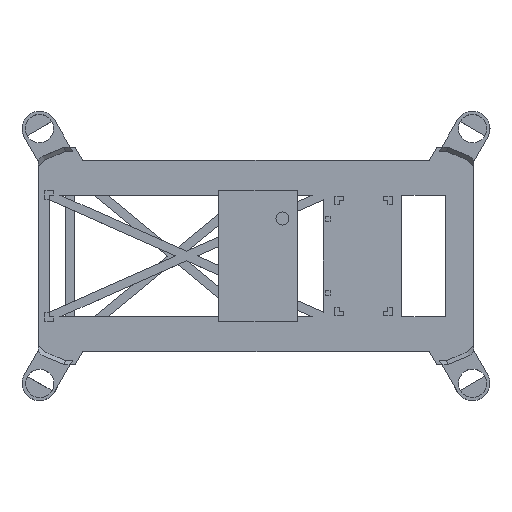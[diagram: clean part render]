
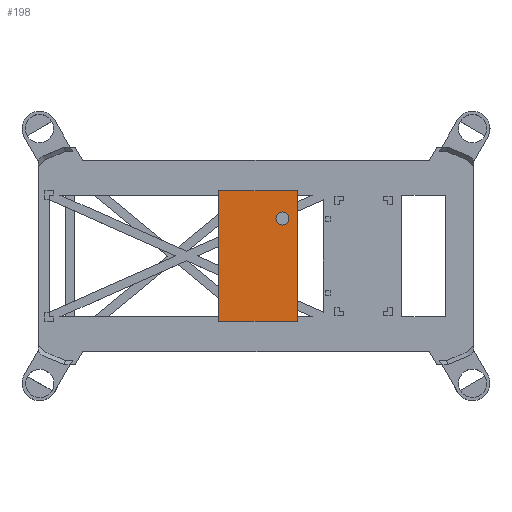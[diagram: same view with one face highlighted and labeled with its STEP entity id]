
A CAD part, top view. The second image highlights one B-rep face of the part: STEP entity #198.
In plain terms, the highlighted planar face has unit normal (0, 0, 1).
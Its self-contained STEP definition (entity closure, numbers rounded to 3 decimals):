
#198=ADVANCED_FACE('',(#1294,#1296),#1298,.F.);
#1294=FACE_BOUND('',#1295,.T.);
#1295=EDGE_LOOP('',(#2307,#2308,#2309,#2310));
#1296=FACE_BOUND('',#1297,.T.);
#1297=EDGE_LOOP('',(#2311));
#1298=PLANE('',#1299);
#1299=AXIS2_PLACEMENT_3D('',#1300,#1301,#1302);
#1300=CARTESIAN_POINT('',(-148.67,105.15,8.5));
#1301=DIRECTION('',(0.,0.,-1.));
#1302=DIRECTION('',(-1.,0.,0.));
#2307=ORIENTED_EDGE('',*,*,#2730,.T.);
#2308=ORIENTED_EDGE('',*,*,#2728,.T.);
#2309=ORIENTED_EDGE('',*,*,#2743,.T.);
#2310=ORIENTED_EDGE('',*,*,#2732,.T.);
#2311=ORIENTED_EDGE('',*,*,#2837,.T.);
#2728=EDGE_CURVE('',#3420,#3418,#3421,.F.);
#2730=EDGE_CURVE('',#3423,#3420,#3424,.F.);
#2732=EDGE_CURVE('',#3426,#3423,#3427,.F.);
#2743=EDGE_CURVE('',#3418,#3426,#3439,.F.);
#2837=EDGE_CURVE('',#3575,#3575,#3576,.F.);
#3418=VERTEX_POINT('',#4816);
#3420=VERTEX_POINT('',#4820);
#3421=LINE('',#4821,#4822);
#3423=VERTEX_POINT('',#4827);
#3424=LINE('',#4828,#4829);
#3426=VERTEX_POINT('',#4834);
#3427=LINE('',#4835,#4836);
#3439=LINE('',#4869,#4870);
#3575=VERTEX_POINT('',#5211);
#3576=CIRCLE('',#5212,1.5);
#4816=CARTESIAN_POINT('',(9.5,15.,8.5));
#4820=CARTESIAN_POINT('',(9.5,-15.,8.5));
#4821=CARTESIAN_POINT('',(9.5,15.,8.5));
#4822=VECTOR('',#4823,1.);
#4823=DIRECTION('',(0.,-1.,0.));
#4827=CARTESIAN_POINT('',(-8.566,-15.,8.5));
#4828=CARTESIAN_POINT('',(9.5,-15.,8.5));
#4829=VECTOR('',#4830,1.);
#4830=DIRECTION('',(-1.,0.,0.));
#4834=CARTESIAN_POINT('',(-8.566,15.,8.5));
#4835=CARTESIAN_POINT('',(-8.566,-15.,8.5));
#4836=VECTOR('',#4837,1.);
#4837=DIRECTION('',(0.,1.,0.));
#4869=CARTESIAN_POINT('',(-8.566,15.,8.5));
#4870=VECTOR('',#4871,1.);
#4871=DIRECTION('',(1.,0.,0.));
#5211=CARTESIAN_POINT('',(4.58,8.6,8.5));
#5212=AXIS2_PLACEMENT_3D('',#5213,#5214,#5215);
#5213=CARTESIAN_POINT('',(6.08,8.6,8.5));
#5214=DIRECTION('',(0.,0.,1.));
#5215=DIRECTION('',(-1.,0.,0.));
